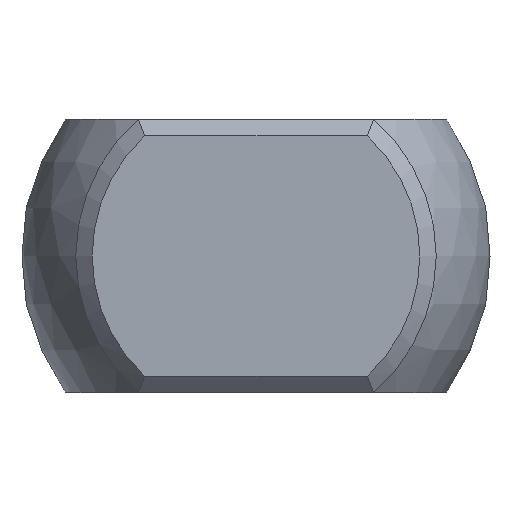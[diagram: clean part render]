
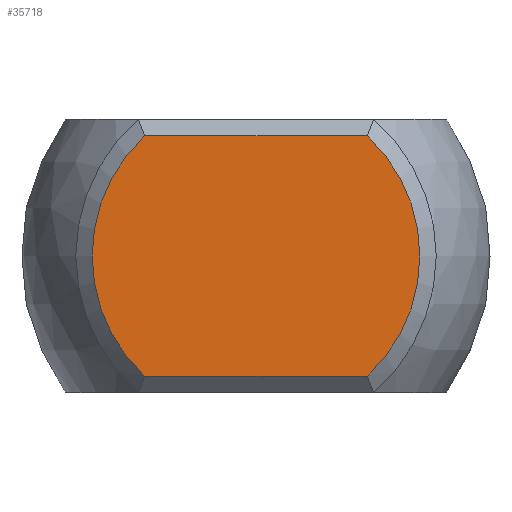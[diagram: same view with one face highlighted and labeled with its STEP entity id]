
A CAD part, left-side view. The second image highlights one B-rep face of the part: STEP entity #35718.
In plain terms, the highlighted planar face has unit normal (-1, 0, 0).
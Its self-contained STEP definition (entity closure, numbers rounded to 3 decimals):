
#34125 = PLANE('',#34126);
#34126 = AXIS2_PLACEMENT_3D('',#34127,#34128,#34129);
#34127 = CARTESIAN_POINT('',(-56.1,4.775,2.35));
#34128 = DIRECTION('',(-0.707,0.,0.707));
#34129 = DIRECTION('',(0.707,0.,0.707));
#35348 = CONICAL_SURFACE('',#35349,3.15,0.785);
#35349 = AXIS2_PLACEMENT_3D('',#35350,#35351,#35352);
#35350 = CARTESIAN_POINT('',(-56.1,0.,0.));
#35351 = DIRECTION('',(1.,0.,0.));
#35352 = DIRECTION('',(0.,-1.,0.));
#35368 = VERTEX_POINT('',#35369);
#35369 = CARTESIAN_POINT('',(-56.25,-2.04,2.2));
#35391 = EDGE_CURVE('',#35368,#35392,#35394,.T.);
#35392 = VERTEX_POINT('',#35393);
#35393 = CARTESIAN_POINT('',(-56.25,-2.04,-2.2));
#35394 = SURFACE_CURVE('',#35395,(#35400,#35407),.PCURVE_S1.);
#35395 = CIRCLE('',#35396,3.);
#35396 = AXIS2_PLACEMENT_3D('',#35397,#35398,#35399);
#35397 = CARTESIAN_POINT('',(-56.25,0.,0.));
#35398 = DIRECTION('',(1.,0.,0.));
#35399 = DIRECTION('',(0.,-1.,0.));
#35400 = PCURVE('',#35348,#35401);
#35401 = DEFINITIONAL_REPRESENTATION('',(#35402),#35406);
#35402 = LINE('',#35403,#35404);
#35403 = CARTESIAN_POINT('',(-6.283,-0.15));
#35404 = VECTOR('',#35405,1.);
#35405 = DIRECTION('',(1.,0.));
#35406 = ( GEOMETRIC_REPRESENTATION_CONTEXT(2) 
PARAMETRIC_REPRESENTATION_CONTEXT() REPRESENTATION_CONTEXT('2D SPACE',''
  ) );
#35407 = PCURVE('',#35408,#35413);
#35408 = PLANE('',#35409);
#35409 = AXIS2_PLACEMENT_3D('',#35410,#35411,#35412);
#35410 = CARTESIAN_POINT('',(-56.25,3.3,0.));
#35411 = DIRECTION('',(-1.,0.,0.));
#35412 = DIRECTION('',(0.,0.,1.));
#35413 = DEFINITIONAL_REPRESENTATION('',(#35414),#35422);
#35414 = ( BOUNDED_CURVE() B_SPLINE_CURVE(2,(#35415,#35416,#35417,#35418
    ,#35419,#35420,#35421),.UNSPECIFIED.,.T.,.F.) 
B_SPLINE_CURVE_WITH_KNOTS((1,2,2,2,2,1),(-2.094,0.,
    2.094,4.189,6.283,8.378),
.UNSPECIFIED.) CURVE() GEOMETRIC_REPRESENTATION_ITEM() 
RATIONAL_B_SPLINE_CURVE((1.,0.5,1.,0.5,1.,0.5,1.)) REPRESENTATION_ITEM(
  '') );
#35415 = CARTESIAN_POINT('',(0.,-6.3));
#35416 = CARTESIAN_POINT('',(-5.196,-6.3));
#35417 = CARTESIAN_POINT('',(-2.598,-1.8));
#35418 = CARTESIAN_POINT('',(0.,2.7));
#35419 = CARTESIAN_POINT('',(2.598,-1.8));
#35420 = CARTESIAN_POINT('',(5.196,-6.3));
#35421 = CARTESIAN_POINT('',(0.,-6.3));
#35422 = ( GEOMETRIC_REPRESENTATION_CONTEXT(2) 
PARAMETRIC_REPRESENTATION_CONTEXT() REPRESENTATION_CONTEXT('2D SPACE',''
  ) );
#35438 = PLANE('',#35439);
#35439 = AXIS2_PLACEMENT_3D('',#35440,#35441,#35442);
#35440 = CARTESIAN_POINT('',(-56.1,-1.475,-2.35));
#35441 = DIRECTION('',(-0.707,0.,-0.707));
#35442 = DIRECTION('',(-0.707,0.,0.707));
#35456 = VERTEX_POINT('',#35457);
#35457 = CARTESIAN_POINT('',(-56.25,2.04,2.2));
#35473 = CONICAL_SURFACE('',#35474,3.15,0.785);
#35474 = AXIS2_PLACEMENT_3D('',#35475,#35476,#35477);
#35475 = CARTESIAN_POINT('',(-56.1,0.,0.));
#35476 = DIRECTION('',(1.,0.,0.));
#35477 = DIRECTION('',(-0.,1.,0.));
#35484 = EDGE_CURVE('',#35456,#35368,#35485,.T.);
#35485 = SURFACE_CURVE('',#35486,(#35490,#35497),.PCURVE_S1.);
#35486 = LINE('',#35487,#35488);
#35487 = CARTESIAN_POINT('',(-56.25,4.775,2.2));
#35488 = VECTOR('',#35489,1.);
#35489 = DIRECTION('',(0.,-1.,0.));
#35490 = PCURVE('',#34125,#35491);
#35491 = DEFINITIONAL_REPRESENTATION('',(#35492),#35496);
#35492 = LINE('',#35493,#35494);
#35493 = CARTESIAN_POINT('',(-0.212,0.));
#35494 = VECTOR('',#35495,1.);
#35495 = DIRECTION('',(0.,-1.));
#35496 = ( GEOMETRIC_REPRESENTATION_CONTEXT(2) 
PARAMETRIC_REPRESENTATION_CONTEXT() REPRESENTATION_CONTEXT('2D SPACE',''
  ) );
#35497 = PCURVE('',#35408,#35498);
#35498 = DEFINITIONAL_REPRESENTATION('',(#35499),#35503);
#35499 = LINE('',#35500,#35501);
#35500 = CARTESIAN_POINT('',(2.2,1.475));
#35501 = VECTOR('',#35502,1.);
#35502 = DIRECTION('',(0.,-1.));
#35503 = ( GEOMETRIC_REPRESENTATION_CONTEXT(2) 
PARAMETRIC_REPRESENTATION_CONTEXT() REPRESENTATION_CONTEXT('2D SPACE',''
  ) );
#35534 = VERTEX_POINT('',#35535);
#35535 = CARTESIAN_POINT('',(-56.25,2.04,-2.2));
#35557 = EDGE_CURVE('',#35534,#35456,#35558,.T.);
#35558 = SURFACE_CURVE('',#35559,(#35564,#35571),.PCURVE_S1.);
#35559 = CIRCLE('',#35560,3.);
#35560 = AXIS2_PLACEMENT_3D('',#35561,#35562,#35563);
#35561 = CARTESIAN_POINT('',(-56.25,0.,0.));
#35562 = DIRECTION('',(1.,0.,0.));
#35563 = DIRECTION('',(-0.,1.,0.));
#35564 = PCURVE('',#35473,#35565);
#35565 = DEFINITIONAL_REPRESENTATION('',(#35566),#35570);
#35566 = LINE('',#35567,#35568);
#35567 = CARTESIAN_POINT('',(-6.283,-0.15));
#35568 = VECTOR('',#35569,1.);
#35569 = DIRECTION('',(1.,0.));
#35570 = ( GEOMETRIC_REPRESENTATION_CONTEXT(2) 
PARAMETRIC_REPRESENTATION_CONTEXT() REPRESENTATION_CONTEXT('2D SPACE',''
  ) );
#35571 = PCURVE('',#35408,#35572);
#35572 = DEFINITIONAL_REPRESENTATION('',(#35573),#35581);
#35573 = ( BOUNDED_CURVE() B_SPLINE_CURVE(2,(#35574,#35575,#35576,#35577
    ,#35578,#35579,#35580),.UNSPECIFIED.,.T.,.F.) 
B_SPLINE_CURVE_WITH_KNOTS((1,2,2,2,2,1),(-2.094,0.,
    2.094,4.189,6.283,8.378),
.UNSPECIFIED.) CURVE() GEOMETRIC_REPRESENTATION_ITEM() 
RATIONAL_B_SPLINE_CURVE((1.,0.5,1.,0.5,1.,0.5,1.)) REPRESENTATION_ITEM(
  '') );
#35574 = CARTESIAN_POINT('',(0.,-0.3));
#35575 = CARTESIAN_POINT('',(5.196,-0.3));
#35576 = CARTESIAN_POINT('',(2.598,-4.8));
#35577 = CARTESIAN_POINT('',(0.,-9.3));
#35578 = CARTESIAN_POINT('',(-2.598,-4.8));
#35579 = CARTESIAN_POINT('',(-5.196,-0.3));
#35580 = CARTESIAN_POINT('',(0.,-0.3));
#35581 = ( GEOMETRIC_REPRESENTATION_CONTEXT(2) 
PARAMETRIC_REPRESENTATION_CONTEXT() REPRESENTATION_CONTEXT('2D SPACE',''
  ) );
#35587 = EDGE_CURVE('',#35392,#35534,#35588,.T.);
#35588 = SURFACE_CURVE('',#35589,(#35593,#35600),.PCURVE_S1.);
#35589 = LINE('',#35590,#35591);
#35590 = CARTESIAN_POINT('',(-56.25,-1.475,-2.2));
#35591 = VECTOR('',#35592,1.);
#35592 = DIRECTION('',(0.,1.,0.));
#35593 = PCURVE('',#35438,#35594);
#35594 = DEFINITIONAL_REPRESENTATION('',(#35595),#35599);
#35595 = LINE('',#35596,#35597);
#35596 = CARTESIAN_POINT('',(0.212,0.));
#35597 = VECTOR('',#35598,1.);
#35598 = DIRECTION('',(0.,1.));
#35599 = ( GEOMETRIC_REPRESENTATION_CONTEXT(2) 
PARAMETRIC_REPRESENTATION_CONTEXT() REPRESENTATION_CONTEXT('2D SPACE',''
  ) );
#35600 = PCURVE('',#35408,#35601);
#35601 = DEFINITIONAL_REPRESENTATION('',(#35602),#35606);
#35602 = LINE('',#35603,#35604);
#35603 = CARTESIAN_POINT('',(-2.2,-4.775));
#35604 = VECTOR('',#35605,1.);
#35605 = DIRECTION('',(0.,1.));
#35606 = ( GEOMETRIC_REPRESENTATION_CONTEXT(2) 
PARAMETRIC_REPRESENTATION_CONTEXT() REPRESENTATION_CONTEXT('2D SPACE',''
  ) );
#35718 = ADVANCED_FACE('',(#35719),#35408,.T.);
#35719 = FACE_BOUND('',#35720,.T.);
#35720 = EDGE_LOOP('',(#35721,#35722,#35723,#35724));
#35721 = ORIENTED_EDGE('',*,*,#35391,.F.);
#35722 = ORIENTED_EDGE('',*,*,#35484,.F.);
#35723 = ORIENTED_EDGE('',*,*,#35557,.F.);
#35724 = ORIENTED_EDGE('',*,*,#35587,.F.);
